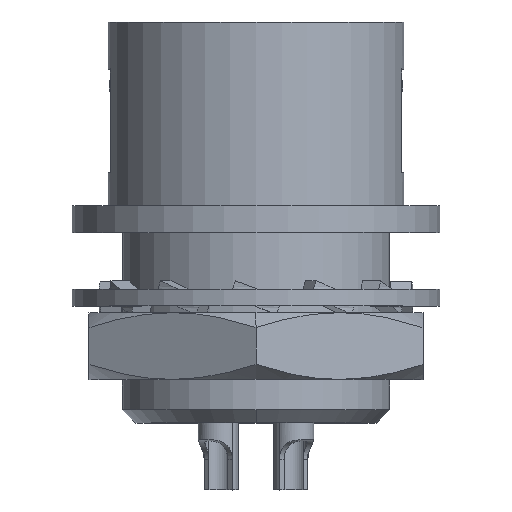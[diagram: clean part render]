
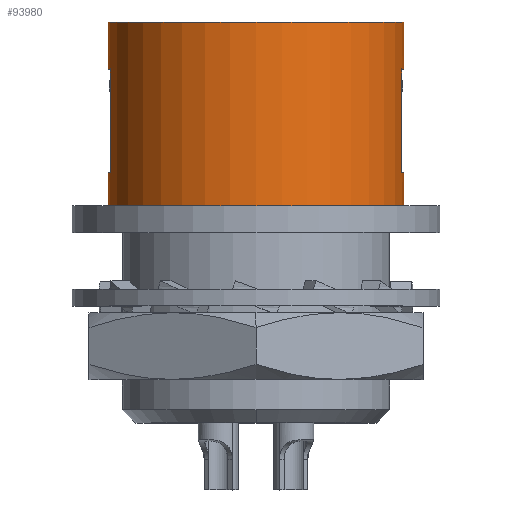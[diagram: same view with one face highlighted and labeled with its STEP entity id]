
A CAD part, top view. The second image highlights one B-rep face of the part: STEP entity #93980.
In plain terms, the highlighted cylindrical face has radius 4.425 mm (diameter 8.85 mm), a partial arc.
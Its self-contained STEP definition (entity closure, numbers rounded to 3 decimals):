
#1560=CARTESIAN_POINT('',(0.,14.,0.)
);
#1570=DIRECTION('',(0.,1.,0.));
#1580=DIRECTION('',(1.,0.,0.));
#1590=AXIS2_PLACEMENT_3D('',#1560,#1570,#1580);
#1600=CIRCLE('',#1590,4.425);
#1610=CARTESIAN_POINT('',(-4.425,14.,0.));
#1620=VERTEX_POINT('',#1610);
#1630=CARTESIAN_POINT('',(4.425,14.,0.));
#1640=VERTEX_POINT('',#1630);
#1650=EDGE_CURVE('',#1620,#1640,#1600,.T.);
#3560=CARTESIAN_POINT('',(0.,8.47,0.
));
#3570=DIRECTION('',(0.,1.,0.));
#3580=DIRECTION('',(1.,0.,0.));
#3590=AXIS2_PLACEMENT_3D('',#3560,#3570,#3580);
#3600=CYLINDRICAL_SURFACE('',#3590,4.425);
#3610=CARTESIAN_POINT('',(-4.425,8.47,0.));
#3620=DIRECTION('',(0.,1.,0.));
#3630=VECTOR('',#3620,1.);
#3640=LINE('',#3610,#3630);
#3650=CARTESIAN_POINT('',(-4.425,12.6,0.));
#3660=VERTEX_POINT('',#3650);
#3670=EDGE_CURVE('',#3660,#1620,#3640,.T.);
#3690=CARTESIAN_POINT('',(0.,12.6,0.
));
#3700=DIRECTION('',(0.,1.,0.));
#3710=DIRECTION('',(1.,0.,0.));
#3720=AXIS2_PLACEMENT_3D('',#3690,#3700,#3710);
#3730=CIRCLE('',#3720,4.425);
#3860=CARTESIAN_POINT('',(0.,9.5,0.)
);
#3870=DIRECTION('',(0.,1.,0.));
#3880=DIRECTION('',(1.,0.,0.));
#3890=AXIS2_PLACEMENT_3D('',#3860,#3870,#3880);
#3900=CIRCLE('',#3890,4.425);
#3910=CARTESIAN_POINT('',(-4.425,9.5,0.));
#3920=VERTEX_POINT('',#3910);
#3950=CARTESIAN_POINT('',(-4.425,8.5,0.));
#3960=VERTEX_POINT('',#3950);
#3970=EDGE_CURVE('',#3960,#3920,#3640,.T.);
#3990=CARTESIAN_POINT('',(0.,8.5,0.)
);
#4000=DIRECTION('',(0.,1.,0.));
#4010=DIRECTION('',(1.,0.,0.));
#4020=AXIS2_PLACEMENT_3D('',#3990,#4000,#4010);
#4030=CIRCLE('',#4020,4.425);
#4040=CARTESIAN_POINT('',(4.425,8.5,0.));
#4050=VERTEX_POINT('',#4040);
#4080=CARTESIAN_POINT('',(4.425,8.47,0.));
#4090=DIRECTION('',(0.,1.,0.));
#4100=VECTOR('',#4090,1.);
#4110=LINE('',#4080,#4100);
#4120=CARTESIAN_POINT('',(4.425,9.5,0.));
#4130=VERTEX_POINT('',#4120);
#4140=EDGE_CURVE('',#4050,#4130,#4110,.T.);
#4160=CARTESIAN_POINT('',(0.,9.5,0.)
);
#4170=DIRECTION('',(0.,1.,0.));
#4180=DIRECTION('',(1.,0.,0.));
#4190=AXIS2_PLACEMENT_3D('',#4160,#4170,#4180);
#4200=CIRCLE('',#4190,4.425);
#4330=CARTESIAN_POINT('',(0.,12.6,0.
));
#4340=DIRECTION('',(0.,1.,0.));
#4350=DIRECTION('',(1.,0.,0.));
#4360=AXIS2_PLACEMENT_3D('',#4330,#4340,#4350);
#4370=CIRCLE('',#4360,4.425);
#4380=CARTESIAN_POINT('',(4.425,12.6,0.));
#4390=VERTEX_POINT('',#4380);
#4420=EDGE_CURVE('',#4390,#1640,#4110,.T.);
#4690=EDGE_CURVE('',#3960,#4050,#4030,.T.);
#10790=CARTESIAN_POINT('',(4.361,12.6,0.75));
#10800=VERTEX_POINT('',#10790);
#10810=EDGE_CURVE('',#10800,#4390,#4370,.T.);
#12420=CARTESIAN_POINT('',(-4.361,9.5,0.75));
#12430=VERTEX_POINT('',#12420);
#12460=EDGE_CURVE('',#3920,#12430,#3900,.T.);
#12780=CARTESIAN_POINT('',(-4.361,8.47,0.75));
#12790=DIRECTION('',(0.,1.,0.));
#12800=VECTOR('',#12790,1.);
#12810=LINE('',#12780,#12800);
#12820=CARTESIAN_POINT('',(-4.361,12.6,0.75));
#12830=VERTEX_POINT('',#12820);
#12840=EDGE_CURVE('',#12430,#12830,#12810,.T.);
#13160=CARTESIAN_POINT('',(4.361,8.47,0.75));
#13170=DIRECTION('',(0.,1.,0.));
#13180=VECTOR('',#13170,1.);
#13190=LINE('',#13160,#13180);
#13200=CARTESIAN_POINT('',(4.361,9.5,0.75));
#13210=VERTEX_POINT('',#13200);
#13220=EDGE_CURVE('',#13210,#10800,#13190,.T.);
#13470=EDGE_CURVE('',#13210,#4130,#4200,.T.);
#13890=EDGE_CURVE('',#3660,#12830,#3730,.T.);
#93840=ORIENTED_EDGE('',*,*,#3970,.F.);
#93850=ORIENTED_EDGE('',*,*,#12460,.F.);
#93860=ORIENTED_EDGE('',*,*,#12840,.F.);
#93870=ORIENTED_EDGE('',*,*,#13890,.T.);
#93880=ORIENTED_EDGE('',*,*,#3670,.F.);
#93890=ORIENTED_EDGE('',*,*,#1650,.F.);
#93900=ORIENTED_EDGE('',*,*,#4420,.T.);
#93910=ORIENTED_EDGE('',*,*,#10810,.T.);
#93920=ORIENTED_EDGE('',*,*,#13220,.T.);
#93930=ORIENTED_EDGE('',*,*,#13470,.F.);
#93940=ORIENTED_EDGE('',*,*,#4140,.T.);
#93950=ORIENTED_EDGE('',*,*,#4690,.T.);
#93960=EDGE_LOOP('',(#93950,#93940,#93930,#93920,#93910,#93900,#93890,
#93880,#93870,#93860,#93850,#93840));
#93970=FACE_OUTER_BOUND('',#93960,.T.);
#93980=ADVANCED_FACE('',(#93970),#3600,.T.);
